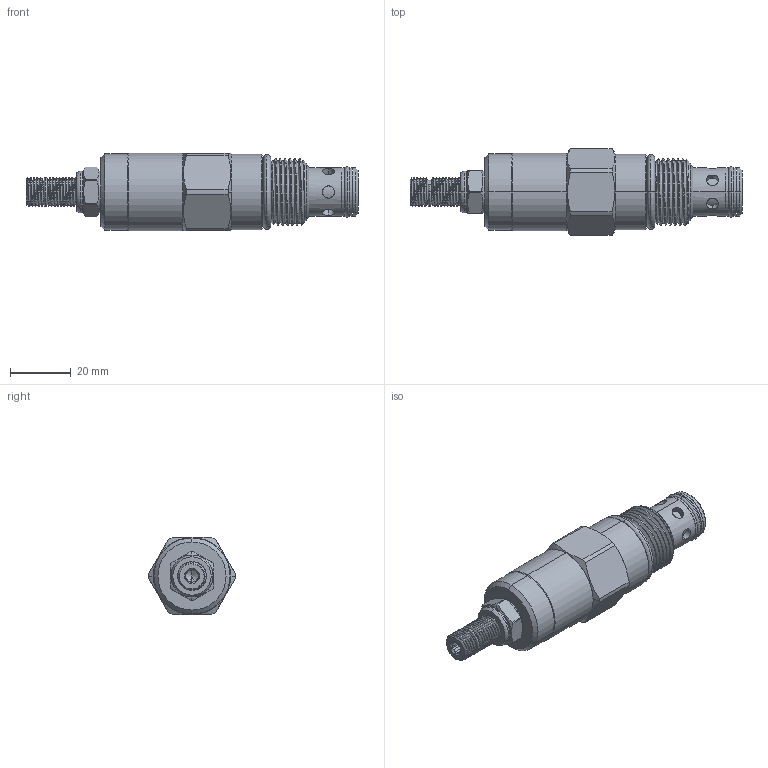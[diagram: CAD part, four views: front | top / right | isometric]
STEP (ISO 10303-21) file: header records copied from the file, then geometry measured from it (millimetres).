
FILE_DESCRIPTION (( 'STEP AP203' ), '1' );
FILE_NAME ('RD10W20-L.STEP', '2020-03-23T08:01:11', ( '' ), ( '' ), 'SwSTEP 2.0', 'SolidWorks 2018', '' );
FILE_SCHEMA (( 'CONFIG_CONTROL_DESIGN' ));
Length unit declared in the file: millimetre
Products named in the file (1): RD10W20-L
Bounding box: 109.07 x 28.57 x 25.4 mm (x, y, z)
Volume: 37553.8 mm3; surface area: 10449.1 mm2
Topology: 6 solids, 6 shells, 228 faces, 552 edges, 349 vertices
Faces by surface type: cylinder 109, plane 50, cone 38, torus 26, bspline 5
Entity records: 12797 total; most frequent: CARTESIAN_POINT 7648, ORIENTED_EDGE 1100, DIRECTION 1035, EDGE_CURVE 550, AXIS2_PLACEMENT_3D 428, VERTEX_POINT 349, EDGE_LOOP 251, ADVANCED_FACE 228
